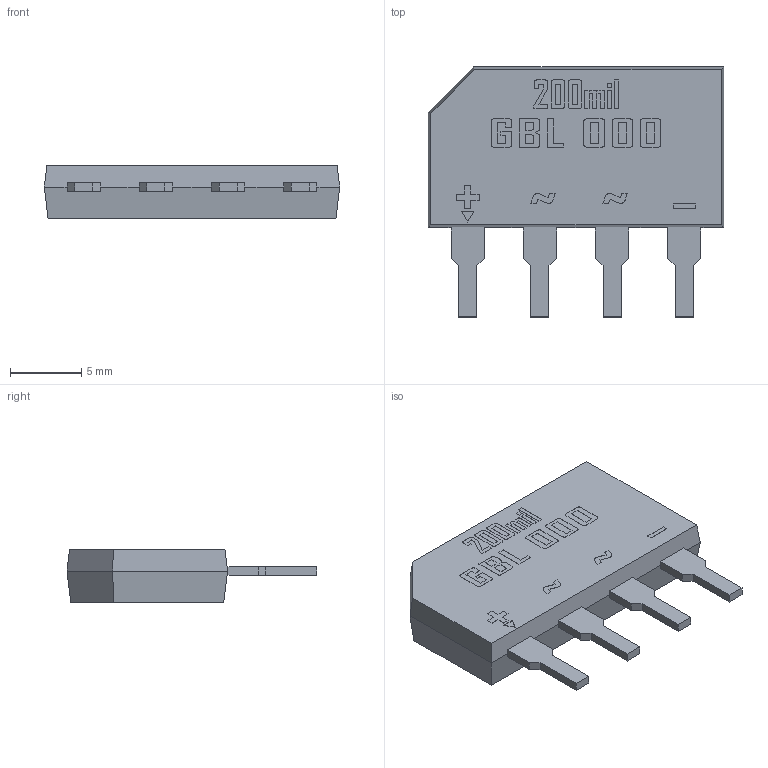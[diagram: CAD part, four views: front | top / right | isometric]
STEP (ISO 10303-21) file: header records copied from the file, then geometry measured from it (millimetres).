
FILE_DESCRIPTION (( 'STEP AP214' ), '1' );
FILE_NAME ('GBL___GBL__.STEP', '2023-03-01T22:26:31', ( '' ), ( '' ), 'SwSTEP 2.0', 'SolidWorks 2020', '' );
FILE_SCHEMA (( 'AUTOMOTIVE_DESIGN' ));
Length unit declared in the file: millimetre
Products named in the file (1): GBL___GBL__
Bounding box: 20.8 x 17.6 x 3.7 mm (x, y, z)
Volume: 849.2 mm3; surface area: 776.7 mm2
Topology: 1 solids, 1 shells, 268 faces, 718 edges, 477 vertices
Faces by surface type: plane 221, bspline 47
Entity records: 12602 total; most frequent: CARTESIAN_POINT 3231, ORIENTED_EDGE 1436, DIRECTION 1068, EDGE_CURVE 718, LINE 624, VECTOR 624, VERTEX_POINT 477, EDGE_LOOP 293
